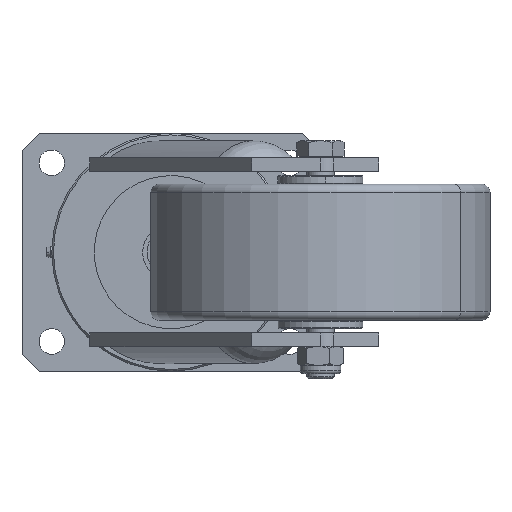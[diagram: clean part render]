
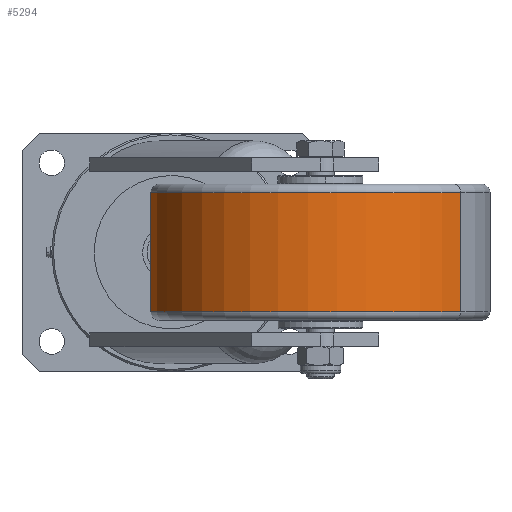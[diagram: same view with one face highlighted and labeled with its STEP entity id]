
A CAD part, front view. The second image highlights one B-rep face of the part: STEP entity #5294.
In plain terms, the highlighted cylindrical face has radius 100 mm (diameter 200 mm), a partial arc.
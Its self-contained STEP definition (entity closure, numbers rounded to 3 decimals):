
#161 = EDGE_CURVE ( 'NONE', #2476, #7218, #6156, .T. ) ;
#796 = ORIENTED_EDGE ( 'NONE', *, *, #926, .F. ) ;
#926 = EDGE_CURVE ( 'NONE', #3066, #2578, #8015, .T. ) ;
#1161 = ORIENTED_EDGE ( 'NONE', *, *, #161, .T. ) ;
#1437 = EDGE_LOOP ( 'NONE', ( #796, #2189, #1161, #5708 ) ) ;
#1625 = DIRECTION ( 'NONE',  ( -0.825, 0.564, 0. ) ) ;
#1756 = AXIS2_PLACEMENT_3D ( 'NONE', #6384, #9160, #9902 ) ;
#2189 = ORIENTED_EDGE ( 'NONE', *, *, #9428, .T. ) ;
#2300 = EDGE_CURVE ( 'NONE', #7218, #2578, #8413, .T. ) ;
#2476 = VERTEX_POINT ( 'NONE', #8463 ) ;
#2578 = VERTEX_POINT ( 'NONE', #8023 ) ;
#3066 = VERTEX_POINT ( 'NONE', #8069 ) ;
#5132 = CARTESIAN_POINT ( 'NONE',  ( 88., -158., 35. ) ) ;
#5138 = CARTESIAN_POINT ( 'NONE',  ( 5.453, -101.555, -32.872 ) ) ;
#5211 = CARTESIAN_POINT ( 'NONE',  ( 170.547, -214.445, -32.872 ) ) ;
#5294 = ADVANCED_FACE ( 'NONE', ( #8921 ), #7189, .T. ) ;
#5302 = DIRECTION ( 'NONE',  ( 0.825, -0.564, 0. ) ) ;
#5630 = AXIS2_PLACEMENT_3D ( 'NONE', #5132, #11747, #1625 ) ;
#5708 = ORIENTED_EDGE ( 'NONE', *, *, #2300, .T. ) ;
#5948 = DIRECTION ( 'NONE',  ( 0., 0., 1. ) ) ;
#6156 = LINE ( 'NONE', #5138, #11969 ) ;
#6384 = CARTESIAN_POINT ( 'NONE',  ( 88., -158., -32.872 ) ) ;
#6804 = CIRCLE ( 'NONE', #5630, 100. ) ;
#7189 = CYLINDRICAL_SURFACE ( 'NONE', #1756, 100. ) ;
#7218 = VERTEX_POINT ( 'NONE', #10612 ) ;
#8015 = LINE ( 'NONE', #5211, #8516 ) ;
#8022 = AXIS2_PLACEMENT_3D ( 'NONE', #10794, #5948, #5302 ) ;
#8023 = CARTESIAN_POINT ( 'NONE',  ( 170.547, -214.445, -35. ) ) ;
#8069 = CARTESIAN_POINT ( 'NONE',  ( 170.547, -214.445, 35. ) ) ;
#8413 = CIRCLE ( 'NONE', #8022, 100. ) ;
#8463 = CARTESIAN_POINT ( 'NONE',  ( 5.453, -101.555, 35. ) ) ;
#8516 = VECTOR ( 'NONE', #11696, 1000. ) ;
#8921 = FACE_OUTER_BOUND ( 'NONE', #1437, .T. ) ;
#9160 = DIRECTION ( 'NONE',  ( 0., 0., -1. ) ) ;
#9428 = EDGE_CURVE ( 'NONE', #3066, #2476, #6804, .T. ) ;
#9902 = DIRECTION ( 'NONE',  ( -0.825, 0.564, 0. ) ) ;
#10612 = CARTESIAN_POINT ( 'NONE',  ( 5.453, -101.555, -35. ) ) ;
#10794 = CARTESIAN_POINT ( 'NONE',  ( 88., -158., -35. ) ) ;
#11623 = DIRECTION ( 'NONE',  ( 0., 0., -1. ) ) ;
#11696 = DIRECTION ( 'NONE',  ( 0., 0., -1. ) ) ;
#11747 = DIRECTION ( 'NONE',  ( 0., 0., -1. ) ) ;
#11969 = VECTOR ( 'NONE', #11623, 1000. ) ;
